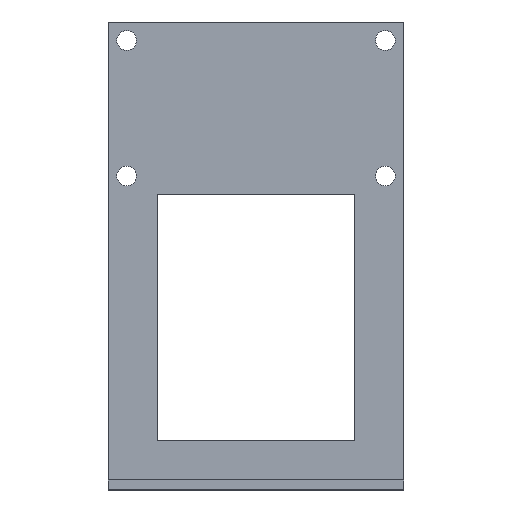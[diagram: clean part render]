
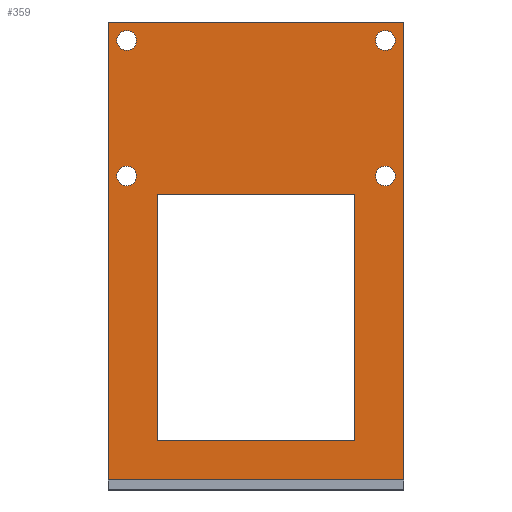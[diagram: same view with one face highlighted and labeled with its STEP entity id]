
A CAD part, top view. The second image highlights one B-rep face of the part: STEP entity #359.
In plain terms, the highlighted planar face has unit normal (0, 0, 1).
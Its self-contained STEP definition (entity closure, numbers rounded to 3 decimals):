
#21=FACE_BOUND('',#68,.T.);
#22=FACE_BOUND('',#69,.T.);
#23=FACE_BOUND('',#70,.T.);
#24=FACE_BOUND('',#71,.T.);
#25=FACE_BOUND('',#72,.T.);
#35=CIRCLE('',#392,2.);
#36=CIRCLE('',#393,2.);
#37=CIRCLE('',#394,2.);
#38=CIRCLE('',#395,2.);
#49=FACE_OUTER_BOUND('',#67,.T.);
#67=EDGE_LOOP('',(#259,#260,#261,#262));
#68=EDGE_LOOP('',(#263));
#69=EDGE_LOOP('',(#264));
#70=EDGE_LOOP('',(#265));
#71=EDGE_LOOP('',(#266));
#72=EDGE_LOOP('',(#267,#268,#269,#270));
#97=LINE('',#521,#133);
#101=LINE('',#529,#137);
#106=LINE('',#539,#142);
#107=LINE('',#540,#143);
#108=LINE('',#551,#144);
#109=LINE('',#553,#145);
#110=LINE('',#555,#146);
#111=LINE('',#556,#147);
#133=VECTOR('',#423,10.);
#137=VECTOR('',#429,10.);
#142=VECTOR('',#436,10.);
#143=VECTOR('',#437,10.);
#144=VECTOR('',#446,10.);
#145=VECTOR('',#447,10.);
#146=VECTOR('',#448,10.);
#147=VECTOR('',#449,10.);
#169=VERTEX_POINT('',#519);
#170=VERTEX_POINT('',#520);
#173=VERTEX_POINT('',#528);
#177=VERTEX_POINT('',#538);
#178=VERTEX_POINT('',#541);
#179=VERTEX_POINT('',#543);
#180=VERTEX_POINT('',#545);
#181=VERTEX_POINT('',#547);
#182=VERTEX_POINT('',#549);
#183=VERTEX_POINT('',#550);
#184=VERTEX_POINT('',#552);
#185=VERTEX_POINT('',#554);
#201=EDGE_CURVE('',#169,#170,#97,.T.);
#205=EDGE_CURVE('',#169,#173,#101,.T.);
#210=EDGE_CURVE('',#177,#170,#106,.T.);
#211=EDGE_CURVE('',#177,#173,#107,.T.);
#212=EDGE_CURVE('',#178,#178,#35,.T.);
#213=EDGE_CURVE('',#179,#179,#36,.T.);
#214=EDGE_CURVE('',#180,#180,#37,.T.);
#215=EDGE_CURVE('',#181,#181,#38,.T.);
#216=EDGE_CURVE('',#182,#183,#108,.T.);
#217=EDGE_CURVE('',#183,#184,#109,.T.);
#218=EDGE_CURVE('',#184,#185,#110,.T.);
#219=EDGE_CURVE('',#185,#182,#111,.T.);
#259=ORIENTED_EDGE('',*,*,#201,.T.);
#260=ORIENTED_EDGE('',*,*,#210,.F.);
#261=ORIENTED_EDGE('',*,*,#211,.T.);
#262=ORIENTED_EDGE('',*,*,#205,.F.);
#263=ORIENTED_EDGE('',*,*,#212,.T.);
#264=ORIENTED_EDGE('',*,*,#213,.T.);
#265=ORIENTED_EDGE('',*,*,#214,.T.);
#266=ORIENTED_EDGE('',*,*,#215,.T.);
#267=ORIENTED_EDGE('',*,*,#216,.T.);
#268=ORIENTED_EDGE('',*,*,#217,.T.);
#269=ORIENTED_EDGE('',*,*,#218,.T.);
#270=ORIENTED_EDGE('',*,*,#219,.T.);
#347=PLANE('',#391);
#359=ADVANCED_FACE('',(#49,#21,#22,#23,#24,#25),#347,.T.);
#391=AXIS2_PLACEMENT_3D('',#537,#434,#435);
#392=AXIS2_PLACEMENT_3D('',#542,#438,#439);
#393=AXIS2_PLACEMENT_3D('',#544,#440,#441);
#394=AXIS2_PLACEMENT_3D('',#546,#442,#443);
#395=AXIS2_PLACEMENT_3D('',#548,#444,#445);
#423=DIRECTION('',(-1.,0.,0.));
#429=DIRECTION('',(0.,-1.,0.));
#434=DIRECTION('center_axis',(0.,0.,1.));
#435=DIRECTION('ref_axis',(1.,0.,0.));
#436=DIRECTION('',(0.,1.,0.));
#437=DIRECTION('',(1.,0.,0.));
#438=DIRECTION('center_axis',(0.,0.,-1.));
#439=DIRECTION('ref_axis',(1.,0.,0.));
#440=DIRECTION('center_axis',(0.,0.,-1.));
#441=DIRECTION('ref_axis',(0.,1.,0.));
#442=DIRECTION('center_axis',(0.,0.,-1.));
#443=DIRECTION('ref_axis',(1.,0.,0.));
#444=DIRECTION('center_axis',(0.,0.,-1.));
#445=DIRECTION('ref_axis',(1.,0.,0.));
#446=DIRECTION('',(-1.,0.,0.));
#447=DIRECTION('',(0.,1.,0.));
#448=DIRECTION('',(1.,0.,0.));
#449=DIRECTION('',(0.,-1.,0.));
#519=CARTESIAN_POINT('',(30.,45.,2.));
#520=CARTESIAN_POINT('',(-30.,45.,2.));
#521=CARTESIAN_POINT('',(-15.,45.,2.));
#528=CARTESIAN_POINT('',(30.,-48.,2.));
#529=CARTESIAN_POINT('',(30.,-49.,2.));
#537=CARTESIAN_POINT('Origin',(0.,0.,
2.));
#538=CARTESIAN_POINT('',(-30.,-48.,2.));
#539=CARTESIAN_POINT('',(-30.,1.,2.));
#540=CARTESIAN_POINT('',(-15.,-48.,2.));
#541=CARTESIAN_POINT('',(-28.25,13.75,2.));
#542=CARTESIAN_POINT('Origin',(-26.25,13.75,2.));
#543=CARTESIAN_POINT('',(26.25,11.75,2.));
#544=CARTESIAN_POINT('Origin',(26.25,13.75,2.));
#545=CARTESIAN_POINT('',(-28.25,41.25,2.));
#546=CARTESIAN_POINT('Origin',(-26.25,41.25,2.));
#547=CARTESIAN_POINT('',(24.25,41.25,2.));
#548=CARTESIAN_POINT('Origin',(26.25,41.25,2.));
#549=CARTESIAN_POINT('',(20.,-40.,2.));
#550=CARTESIAN_POINT('',(-20.,-40.,2.));
#551=CARTESIAN_POINT('',(-10.,-40.,2.));
#552=CARTESIAN_POINT('',(-20.,10.,2.));
#553=CARTESIAN_POINT('',(-20.,5.,2.));
#554=CARTESIAN_POINT('',(20.,10.,2.));
#555=CARTESIAN_POINT('',(10.,10.,2.));
#556=CARTESIAN_POINT('',(20.,-20.,2.));
